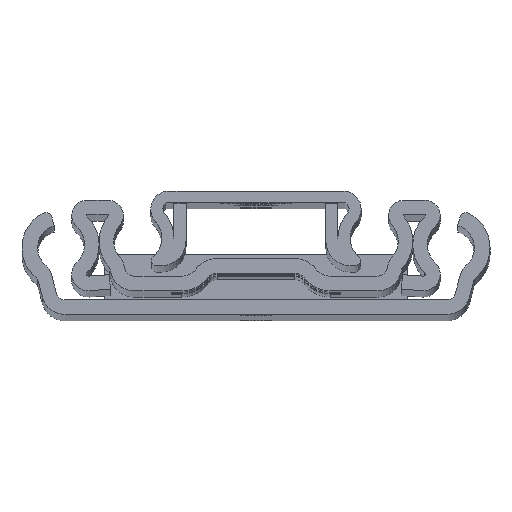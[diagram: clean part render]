
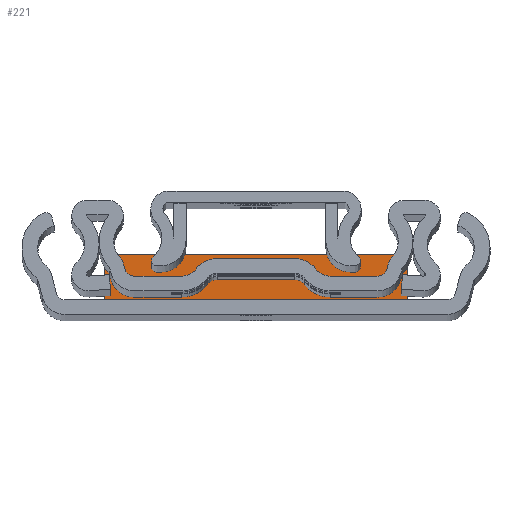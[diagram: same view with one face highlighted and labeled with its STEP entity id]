
A CAD part, top view. The second image highlights one B-rep face of the part: STEP entity #221.
In plain terms, the highlighted planar face has unit normal (0, 0, 1).
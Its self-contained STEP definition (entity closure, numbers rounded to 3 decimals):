
#88 = EDGE_CURVE ( 'NONE', #11762, #11763, #2409, .T. ) ;
#91 = EDGE_CURVE ( 'NONE', #11762, #11761, #2416, .T. ) ;
#92 = EDGE_CURVE ( 'NONE', #11760, #11761, #2418, .T. ) ;
#93 = EDGE_CURVE ( 'NONE', #11763, #11760, #2420, .T. ) ;
#221 = ADVANCED_FACE ( 'NONE', ( #5268 ), #3730, .F. ) ;
#444 = ORIENTED_EDGE ( 'NONE', *, *, #92, .T. ) ;
#445 = ORIENTED_EDGE ( 'NONE', *, *, #91, .F. ) ;
#446 = ORIENTED_EDGE ( 'NONE', *, *, #88, .T. ) ;
#447 = ORIENTED_EDGE ( 'NONE', *, *, #93, .T. ) ;
#951 = EDGE_LOOP ( 'NONE', ( #444, #445, #446, #447 ) ) ;
#2409 = LINE ( 'NONE', #11553, #2411 ) ;
#2411 = VECTOR ( 'NONE', #11286, 1000. ) ;
#2416 = LINE ( 'NONE', #11257, #2417 ) ;
#2417 = VECTOR ( 'NONE', #11263, 1000. ) ;
#2418 = LINE ( 'NONE', #11276, #2419 ) ;
#2419 = VECTOR ( 'NONE', #11501, 1000. ) ;
#2420 = LINE ( 'NONE', #11293, #2421 ) ;
#2421 = VECTOR ( 'NONE', #11292, 1000. ) ;
#3692 = CARTESIAN_POINT ( 'NONE',  ( 25., 11., -302.4 ) ) ;
#3730 = PLANE ( 'NONE',  #4662 ) ;
#3742 = DIRECTION ( 'NONE',  ( 0., 0., -1. ) ) ;
#3743 = DIRECTION ( 'NONE',  ( -1., 0., 0. ) ) ;
#4662 = AXIS2_PLACEMENT_3D ( 'NONE', #3692, #3742, #3743 ) ;
#5268 = FACE_OUTER_BOUND ( 'NONE', #951, .T. ) ;
#10338 = CARTESIAN_POINT ( 'NONE',  ( -25., 11., -302.4 ) ) ;
#10339 = CARTESIAN_POINT ( 'NONE',  ( -25., 2.4, -302.4 ) ) ;
#10340 = CARTESIAN_POINT ( 'NONE',  ( 25., 2.4, -302.4 ) ) ;
#10341 = CARTESIAN_POINT ( 'NONE',  ( 25., 11., -302.4 ) ) ;
#11257 = CARTESIAN_POINT ( 'NONE',  ( 31.434, 2.4, -302.4 ) ) ;
#11263 = DIRECTION ( 'NONE',  ( -1., 0., 0. ) ) ;
#11276 = CARTESIAN_POINT ( 'NONE',  ( -25., -19.3, -302.4 ) ) ;
#11286 = DIRECTION ( 'NONE',  ( 0., 1., 0. ) ) ;
#11292 = DIRECTION ( 'NONE',  ( -1., 0., 0. ) ) ;
#11293 = CARTESIAN_POINT ( 'NONE',  ( -25., 11., -302.4 ) ) ;
#11501 = DIRECTION ( 'NONE',  ( 0., -1., 0. ) ) ;
#11553 = CARTESIAN_POINT ( 'NONE',  ( 25., -19.3, -302.4 ) ) ;
#11760 = VERTEX_POINT ( 'NONE', #10338 ) ;
#11761 = VERTEX_POINT ( 'NONE', #10339 ) ;
#11762 = VERTEX_POINT ( 'NONE', #10340 ) ;
#11763 = VERTEX_POINT ( 'NONE', #10341 ) ;
